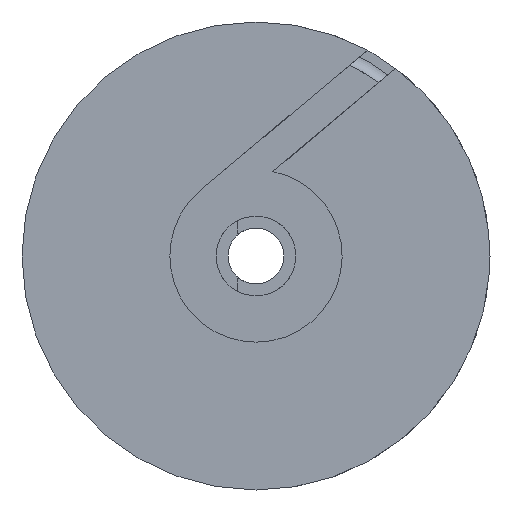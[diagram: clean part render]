
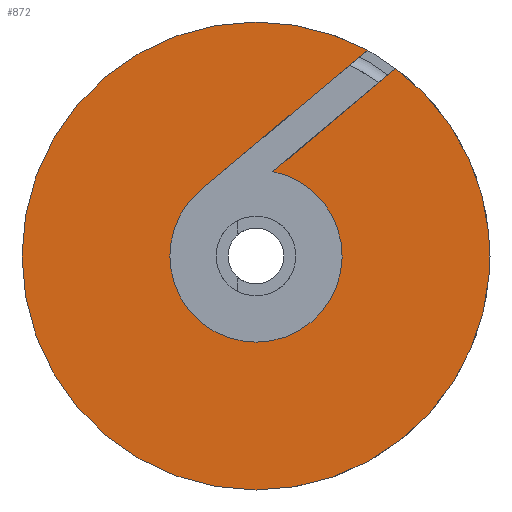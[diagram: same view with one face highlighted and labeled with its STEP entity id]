
A CAD part, front view. The second image highlights one B-rep face of the part: STEP entity #872.
In plain terms, the highlighted planar face has unit normal (0, -1, 0).
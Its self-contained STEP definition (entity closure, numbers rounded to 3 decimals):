
#5 = DIRECTION ( 'NONE',  ( -0.766, 0., -0.643 ) ) ;
#34 = AXIS2_PLACEMENT_3D ( 'NONE', #476, #59, #147 ) ;
#40 = CARTESIAN_POINT ( 'NONE',  ( 0.785, 0., 3.922 ) ) ;
#52 = EDGE_CURVE ( 'NONE', #217, #661, #525, .T. ) ;
#58 = FACE_OUTER_BOUND ( 'NONE', #248, .T. ) ;
#59 = DIRECTION ( 'NONE',  ( 0., -1., 0. ) ) ;
#81 = DIRECTION ( 'NONE',  ( 0., -1., 0. ) ) ;
#82 = AXIS2_PLACEMENT_3D ( 'NONE', #739, #385, #1018 ) ;
#83 = CIRCLE ( 'NONE', #398, 4. ) ;
#128 = CARTESIAN_POINT ( 'NONE',  ( 0., 0., -4. ) ) ;
#147 = DIRECTION ( 'NONE',  ( 0., 0., -1. ) ) ;
#188 = LINE ( 'NONE', #40, #1123 ) ;
#193 = AXIS2_PLACEMENT_3D ( 'NONE', #466, #1111, #1096 ) ;
#206 = ORIENTED_EDGE ( 'NONE', *, *, #831, .F. ) ;
#217 = VERTEX_POINT ( 'NONE', #914 ) ;
#224 = VECTOR ( 'NONE', #5, 1000. ) ;
#233 = VERTEX_POINT ( 'NONE', #538 ) ;
#246 = CARTESIAN_POINT ( 'NONE',  ( 5.169, 0., 9.559 ) ) ;
#248 = EDGE_LOOP ( 'NONE', ( #531, #676, #361, #311, #1047, #206, #710 ) ) ;
#252 = CARTESIAN_POINT ( 'NONE',  ( 6.495, 0., 8.713 ) ) ;
#270 = EDGE_CURVE ( 'NONE', #528, #661, #188, .T. ) ;
#296 = VERTEX_POINT ( 'NONE', #824 ) ;
#306 = EDGE_CURVE ( 'NONE', #787, #296, #1097, .T. ) ;
#311 = ORIENTED_EDGE ( 'NONE', *, *, #52, .T. ) ;
#330 = EDGE_CURVE ( 'NONE', #296, #217, #874, .T. ) ;
#351 = VERTEX_POINT ( 'NONE', #128 ) ;
#361 = ORIENTED_EDGE ( 'NONE', *, *, #330, .T. ) ;
#385 = DIRECTION ( 'NONE',  ( 0., -1., 0. ) ) ;
#398 = AXIS2_PLACEMENT_3D ( 'NONE', #889, #971, #976 ) ;
#456 = DIRECTION ( 'NONE',  ( 0.766, 0., 0.643 ) ) ;
#463 = CARTESIAN_POINT ( 'NONE',  ( 0., 0., 0. ) ) ;
#466 = CARTESIAN_POINT ( 'NONE',  ( 0., 0., 0. ) ) ;
#467 = DIRECTION ( 'NONE',  ( 0., -1., 0. ) ) ;
#476 = CARTESIAN_POINT ( 'NONE',  ( 0., 0., 0. ) ) ;
#525 = CIRCLE ( 'NONE', #905, 10.867 ) ;
#528 = VERTEX_POINT ( 'NONE', #1007 ) ;
#531 = ORIENTED_EDGE ( 'NONE', *, *, #902, .F. ) ;
#536 = AXIS2_PLACEMENT_3D ( 'NONE', #463, #467, #919 ) ;
#538 = CARTESIAN_POINT ( 'NONE',  ( -2.571, 0., 3.064 ) ) ;
#562 = EDGE_CURVE ( 'NONE', #233, #351, #934, .T. ) ;
#592 = CARTESIAN_POINT ( 'NONE',  ( 0., 0., 0. ) ) ;
#661 = VERTEX_POINT ( 'NONE', #252 ) ;
#676 = ORIENTED_EDGE ( 'NONE', *, *, #306, .T. ) ;
#710 = ORIENTED_EDGE ( 'NONE', *, *, #562, .F. ) ;
#721 = LINE ( 'NONE', #1043, #224 ) ;
#739 = CARTESIAN_POINT ( 'NONE',  ( 0., 0., 0. ) ) ;
#787 = VERTEX_POINT ( 'NONE', #246 ) ;
#824 = CARTESIAN_POINT ( 'NONE',  ( 0., 0., 10.867 ) ) ;
#831 = EDGE_CURVE ( 'NONE', #351, #528, #83, .T. ) ;
#858 = PLANE ( 'NONE',  #34 ) ;
#872 = ADVANCED_FACE ( 'NONE', ( #58 ), #858, .T. ) ;
#874 = CIRCLE ( 'NONE', #82, 10.867 ) ;
#889 = CARTESIAN_POINT ( 'NONE',  ( 0., 0., 0. ) ) ;
#902 = EDGE_CURVE ( 'NONE', #787, #233, #721, .T. ) ;
#905 = AXIS2_PLACEMENT_3D ( 'NONE', #592, #81, #1148 ) ;
#914 = CARTESIAN_POINT ( 'NONE',  ( 0., 0., -10.867 ) ) ;
#919 = DIRECTION ( 'NONE',  ( 0., 0., -1. ) ) ;
#934 = CIRCLE ( 'NONE', #536, 4. ) ;
#971 = DIRECTION ( 'NONE',  ( 0., -1., 0. ) ) ;
#976 = DIRECTION ( 'NONE',  ( 0., 0., -1. ) ) ;
#1007 = CARTESIAN_POINT ( 'NONE',  ( 0.785, 0., 3.922 ) ) ;
#1018 = DIRECTION ( 'NONE',  ( 0., 0., -1. ) ) ;
#1043 = CARTESIAN_POINT ( 'NONE',  ( -2.571, 0., 3.064 ) ) ;
#1047 = ORIENTED_EDGE ( 'NONE', *, *, #270, .F. ) ;
#1096 = DIRECTION ( 'NONE',  ( 0., 0., -1. ) ) ;
#1097 = CIRCLE ( 'NONE', #193, 10.867 ) ;
#1111 = DIRECTION ( 'NONE',  ( 0., -1., 0. ) ) ;
#1123 = VECTOR ( 'NONE', #456, 1000. ) ;
#1148 = DIRECTION ( 'NONE',  ( 0., 0., -1. ) ) ;
